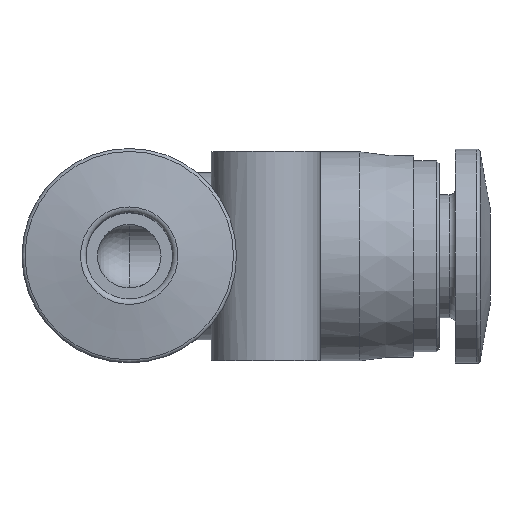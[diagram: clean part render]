
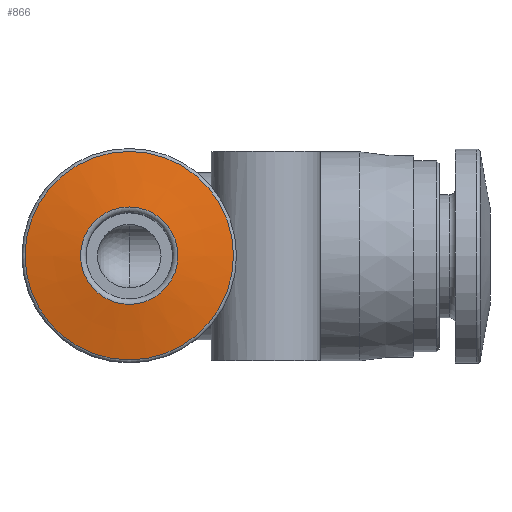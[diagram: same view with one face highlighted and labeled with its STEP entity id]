
A CAD part, top view. The second image highlights one B-rep face of the part: STEP entity #866.
In plain terms, the highlighted conical face has half-angle 80 degrees and reference radius 5.735 mm.
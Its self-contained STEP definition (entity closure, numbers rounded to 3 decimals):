
#65=CONICAL_SURFACE('',#949,5.735,1.396);
#146=ORIENTED_EDGE('',*,*,#239,.F.);
#147=ORIENTED_EDGE('',*,*,#238,.T.);
#238=EDGE_CURVE('',#293,#293,#334,.T.);
#239=EDGE_CURVE('',#294,#294,#335,.T.);
#293=VERTEX_POINT('',#1329);
#294=VERTEX_POINT('',#1332);
#334=CIRCLE('',#948,5.735);
#335=CIRCLE('',#950,2.681);
#401=EDGE_LOOP('',(#146));
#402=EDGE_LOOP('',(#147));
#482=FACE_BOUND('',#401,.T.);
#483=FACE_BOUND('',#402,.T.);
#866=ADVANCED_FACE('',(#482,#483),#65,.T.);
#948=AXIS2_PLACEMENT_3D('',#1328,#1107,#1108);
#949=AXIS2_PLACEMENT_3D('',#1330,#1109,#1110);
#950=AXIS2_PLACEMENT_3D('',#1331,#1111,#1112);
#1107=DIRECTION('',(0.,0.,1.));
#1108=DIRECTION('',(1.,0.,0.));
#1109=DIRECTION('',(0.,0.,-1.));
#1110=DIRECTION('',(-1.,0.,0.));
#1111=DIRECTION('',(0.,0.,1.));
#1112=DIRECTION('',(1.,0.,0.));
#1328=CARTESIAN_POINT('',(0.,0.,19.312));
#1329=CARTESIAN_POINT('',(5.735,0.,19.312));
#1330=CARTESIAN_POINT('',(0.,0.,19.312));
#1331=CARTESIAN_POINT('',(0.,0.,19.85));
#1332=CARTESIAN_POINT('',(2.681,0.,19.85));
